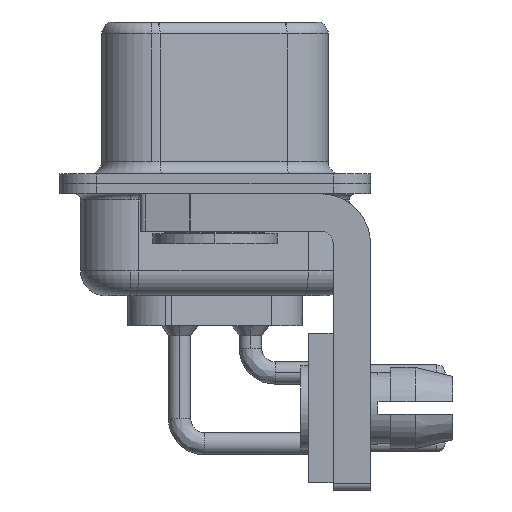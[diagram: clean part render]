
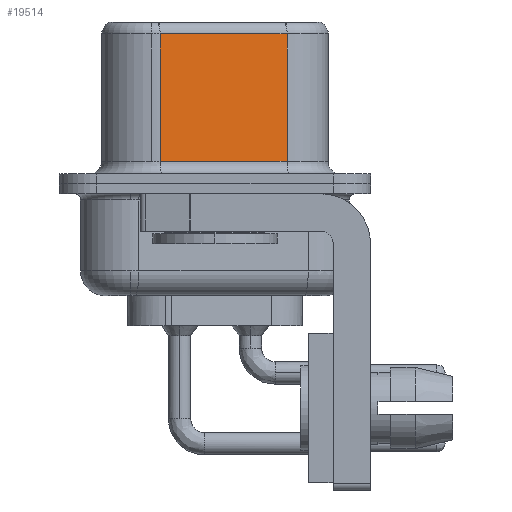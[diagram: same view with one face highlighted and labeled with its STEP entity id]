
A CAD part, left-side view. The second image highlights one B-rep face of the part: STEP entity #19514.
In plain terms, the highlighted planar face has unit normal (-0.985, -0.174, 0).
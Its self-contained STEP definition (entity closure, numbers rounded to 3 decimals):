
#511 = DIRECTION ( 'NONE',  ( -0.174, 0.985, 0. ) ) ;
#531 = CARTESIAN_POINT ( 'NONE',  ( 4.58, -2.897, 6.02 ) ) ;
#1873 = VECTOR ( 'NONE', #14131, 1000. ) ;
#2574 = VECTOR ( 'NONE', #5905, 1000. ) ;
#2652 = EDGE_CURVE ( 'NONE', #11083, #29324, #21892, .T. ) ;
#3461 = AXIS2_PLACEMENT_3D ( 'NONE', #33590, #17047, #511 ) ;
#3955 = CARTESIAN_POINT ( 'NONE',  ( 4.58, -2.897, 6.52 ) ) ;
#5905 = DIRECTION ( 'NONE',  ( -0.174, 0.985, 0. ) ) ;
#6703 = DIRECTION ( 'NONE',  ( 0., 0., -1. ) ) ;
#9919 = LINE ( 'NONE', #16763, #2574 ) ;
#11083 = VERTEX_POINT ( 'NONE', #16869 ) ;
#12789 = LINE ( 'NONE', #3955, #20131 ) ;
#13952 = EDGE_CURVE ( 'NONE', #14380, #29324, #12789, .T. ) ;
#14131 = DIRECTION ( 'NONE',  ( 0., 0., -1. ) ) ;
#14267 = PLANE ( 'NONE',  #3461 ) ;
#14313 = ORIENTED_EDGE ( 'NONE', *, *, #13952, .F. ) ;
#14380 = VERTEX_POINT ( 'NONE', #531 ) ;
#14536 = VECTOR ( 'NONE', #19721, 1000. ) ;
#16763 = CARTESIAN_POINT ( 'NONE',  ( 4.58, -2.897, 6.02 ) ) ;
#16869 = CARTESIAN_POINT ( 'NONE',  ( 3.68, 2.203, 0.9 ) ) ;
#17047 = DIRECTION ( 'NONE',  ( 0.985, 0.174, 0. ) ) ;
#17441 = LINE ( 'NONE', #27864, #1873 ) ;
#17572 = ORIENTED_EDGE ( 'NONE', *, *, #18391, .T. ) ;
#18391 = EDGE_CURVE ( 'NONE', #14380, #22745, #9919, .T. ) ;
#19514 = ADVANCED_FACE ( 'NONE', ( #20221 ), #14267, .F. ) ;
#19721 = DIRECTION ( 'NONE',  ( 0.174, -0.985, 0. ) ) ;
#20131 = VECTOR ( 'NONE', #6703, 1000. ) ;
#20210 = CARTESIAN_POINT ( 'NONE',  ( 4.58, -2.897, 0.9 ) ) ;
#20221 = FACE_OUTER_BOUND ( 'NONE', #28557, .T. ) ;
#21856 = CARTESIAN_POINT ( 'NONE',  ( 4.58, -2.897, 0.9 ) ) ;
#21892 = LINE ( 'NONE', #20210, #14536 ) ;
#22745 = VERTEX_POINT ( 'NONE', #32749 ) ;
#26678 = ORIENTED_EDGE ( 'NONE', *, *, #2652, .T. ) ;
#27128 = EDGE_CURVE ( 'NONE', #22745, #11083, #17441, .T. ) ;
#27864 = CARTESIAN_POINT ( 'NONE',  ( 3.68, 2.203, 6.52 ) ) ;
#28557 = EDGE_LOOP ( 'NONE', ( #14313, #17572, #31301, #26678 ) ) ;
#29324 = VERTEX_POINT ( 'NONE', #21856 ) ;
#31301 = ORIENTED_EDGE ( 'NONE', *, *, #27128, .T. ) ;
#32749 = CARTESIAN_POINT ( 'NONE',  ( 3.68, 2.203, 6.02 ) ) ;
#33590 = CARTESIAN_POINT ( 'NONE',  ( 4.58, -2.897, 6.52 ) ) ;
